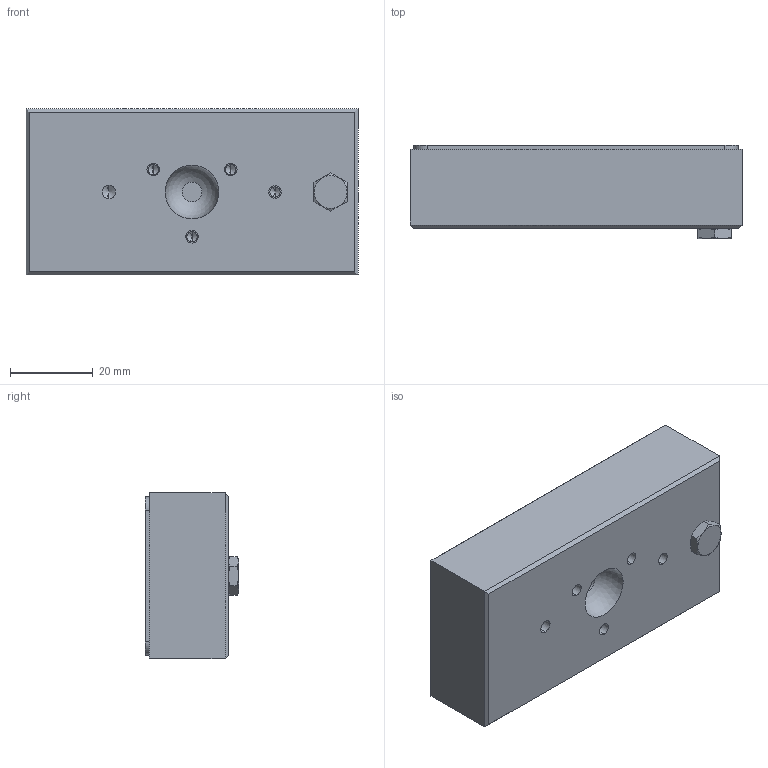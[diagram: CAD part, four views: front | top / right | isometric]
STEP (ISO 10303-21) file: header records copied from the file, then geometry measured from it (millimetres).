
FILE_DESCRIPTION (( 'STEP AP214' ), '1' );
FILE_NAME ('S124002.STEP', '2019-08-23T19:20:06', ( '' ), ( '' ), 'SwSTEP 2.0', 'SolidWorks 2019', '' );
FILE_SCHEMA (( 'AUTOMOTIVE_DESIGN' ));
Length unit declared in the file: inch
Products named in the file (1): S124002
Bounding box: 80.01 x 22.49 x 40.01 mm (x, y, z)
Volume: 62634.9 mm3; surface area: 19700.3 mm2
Topology: 3 solids, 3 shells, 104 faces, 245 edges, 148 vertices
Faces by surface type: cylinder 44, plane 39, cone 18, torus 2, sphere 1
Entity records: 4399 total; most frequent: CARTESIAN_POINT 633, DIRECTION 510, ORIENTED_EDGE 464, EDGE_CURVE 232, AXIS2_PLACEMENT_3D 197, VERTEX_POINT 148, EDGE_LOOP 120, LINE 116
